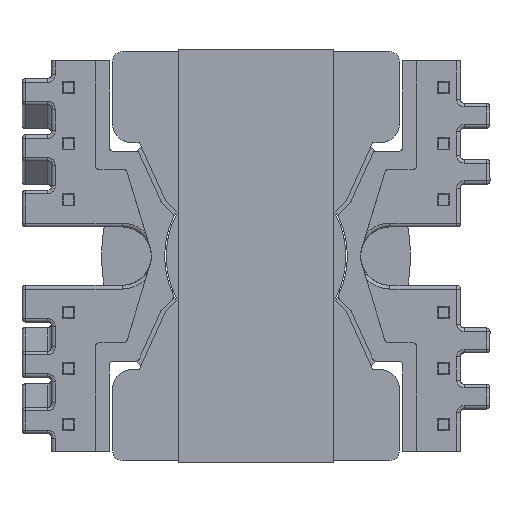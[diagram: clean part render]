
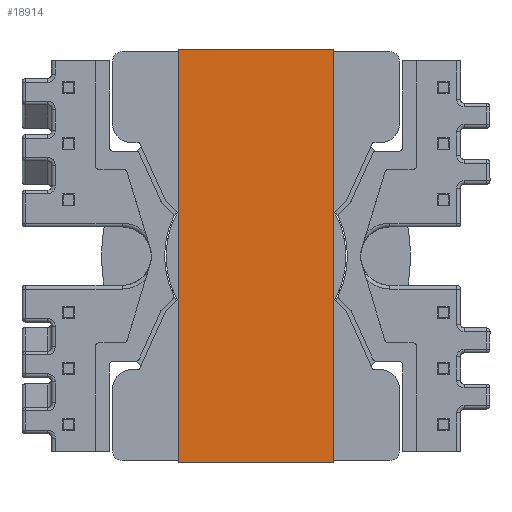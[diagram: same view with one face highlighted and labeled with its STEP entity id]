
A CAD part, front view. The second image highlights one B-rep face of the part: STEP entity #18914.
In plain terms, the highlighted face is planar.
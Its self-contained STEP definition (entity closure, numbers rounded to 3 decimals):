
#243 = VERTEX_POINT ( 'NONE', #15713 ) ;
#724 = CARTESIAN_POINT ( 'NONE',  ( 20.56, 0.16, -10.54 ) ) ;
#732 = VECTOR ( 'NONE', #6640, 1000. ) ;
#1408 = CARTESIAN_POINT ( 'NONE',  ( 20.56, 0.16, -10.54 ) ) ;
#1585 = VERTEX_POINT ( 'NONE', #18331 ) ;
#3282 = PLANE ( 'NONE',  #12665 ) ;
#5300 = LINE ( 'NONE', #20122, #19803 ) ;
#5468 = LINE ( 'NONE', #6906, #21315 ) ;
#5947 = EDGE_CURVE ( 'NONE', #1585, #21735, #5300, .T. ) ;
#6640 = DIRECTION ( 'NONE',  ( 0., 0., 1. ) ) ;
#6906 = CARTESIAN_POINT ( 'NONE',  ( 20.56, 0.16, 0. ) ) ;
#7236 = CARTESIAN_POINT ( 'NONE',  ( 20.56, 0.16, 0. ) ) ;
#7379 = VECTOR ( 'NONE', #9305, 1000. ) ;
#7427 = VERTEX_POINT ( 'NONE', #7236 ) ;
#7768 = ORIENTED_EDGE ( 'NONE', *, *, #18190, .F. ) ;
#7839 = EDGE_CURVE ( 'NONE', #243, #7427, #5468, .T. ) ;
#9222 = LINE ( 'NONE', #14367, #7379 ) ;
#9231 = ORIENTED_EDGE ( 'NONE', *, *, #5947, .T. ) ;
#9243 = EDGE_LOOP ( 'NONE', ( #14339, #7768, #9231, #10880 ) ) ;
#9305 = DIRECTION ( 'NONE',  ( 0., 0., 1. ) ) ;
#10359 = DIRECTION ( 'NONE',  ( 0., 1., 0. ) ) ;
#10536 = EDGE_CURVE ( 'NONE', #21735, #7427, #19513, .T. ) ;
#10880 = ORIENTED_EDGE ( 'NONE', *, *, #10536, .T. ) ;
#11793 = DIRECTION ( 'NONE',  ( 0., 1., 0. ) ) ;
#12665 = AXIS2_PLACEMENT_3D ( 'NONE', #1408, #18665, #11793 ) ;
#14339 = ORIENTED_EDGE ( 'NONE', *, *, #7839, .F. ) ;
#14367 = CARTESIAN_POINT ( 'NONE',  ( 20.56, -27.86, -10.54 ) ) ;
#15049 = DIRECTION ( 'NONE',  ( 0., 1., 0. ) ) ;
#15713 = CARTESIAN_POINT ( 'NONE',  ( 20.56, -27.86, 0. ) ) ;
#18190 = EDGE_CURVE ( 'NONE', #1585, #243, #9222, .T. ) ;
#18331 = CARTESIAN_POINT ( 'NONE',  ( 20.56, -27.86, -10.54 ) ) ;
#18665 = DIRECTION ( 'NONE',  ( 1., 0., 0. ) ) ;
#18914 = ADVANCED_FACE ( 'NONE', ( #20201 ), #3282, .T. ) ;
#19513 = LINE ( 'NONE', #724, #732 ) ;
#19803 = VECTOR ( 'NONE', #15049, 1000. ) ;
#20122 = CARTESIAN_POINT ( 'NONE',  ( 20.56, 0.16, -10.54 ) ) ;
#20201 = FACE_OUTER_BOUND ( 'NONE', #9243, .T. ) ;
#20700 = CARTESIAN_POINT ( 'NONE',  ( 20.56, 0.16, -10.54 ) ) ;
#21315 = VECTOR ( 'NONE', #10359, 1000. ) ;
#21735 = VERTEX_POINT ( 'NONE', #20700 ) ;
